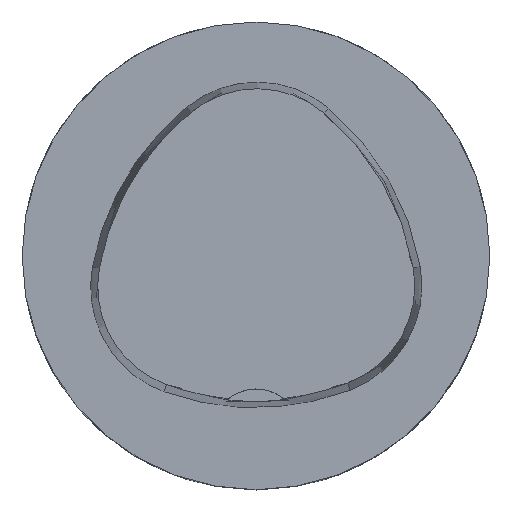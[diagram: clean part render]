
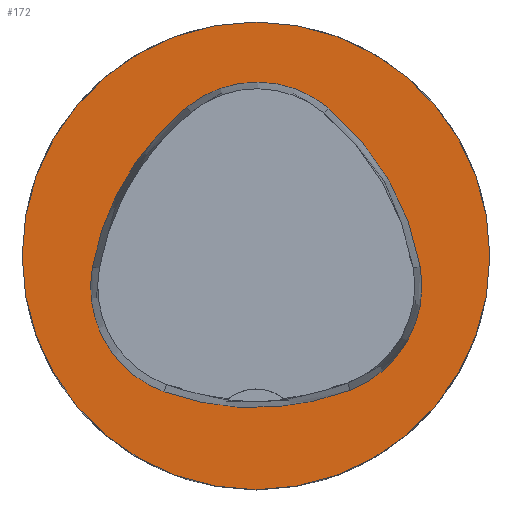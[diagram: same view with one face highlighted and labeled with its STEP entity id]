
A CAD part, top view. The second image highlights one B-rep face of the part: STEP entity #172.
In plain terms, the highlighted planar face has unit normal (0, 0, 1).
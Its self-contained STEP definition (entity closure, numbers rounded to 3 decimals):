
#45=PLANE('',#1348);
#172=ADVANCED_FACE('',(#504,#505),#45,.T.);
#504=FACE_BOUND('',#534,.T.);
#505=FACE_BOUND('',#535,.T.);
#534=EDGE_LOOP('',(#674,#675,#676,#677,#678,#679));
#535=EDGE_LOOP('',(#680));
#674=ORIENTED_EDGE('',*,*,#1118,.T.);
#675=ORIENTED_EDGE('',*,*,#1098,.T.);
#676=ORIENTED_EDGE('',*,*,#1102,.T.);
#677=ORIENTED_EDGE('',*,*,#1105,.T.);
#678=ORIENTED_EDGE('',*,*,#1108,.T.);
#679=ORIENTED_EDGE('',*,*,#1116,.T.);
#680=ORIENTED_EDGE('',*,*,#1089,.F.);
#973=VERTEX_POINT('',#1832);
#982=VERTEX_POINT('',#1851);
#983=VERTEX_POINT('',#1852);
#986=VERTEX_POINT('',#1860);
#988=VERTEX_POINT('',#1866);
#990=VERTEX_POINT('',#1872);
#997=VERTEX_POINT('',#1893);
#1089=EDGE_CURVE('',#973,#973,#1241,.T.);
#1098=EDGE_CURVE('',#982,#983,#1242,.T.);
#1102=EDGE_CURVE('',#983,#986,#1244,.T.);
#1105=EDGE_CURVE('',#986,#988,#1246,.T.);
#1108=EDGE_CURVE('',#988,#990,#1248,.T.);
#1116=EDGE_CURVE('',#990,#997,#1252,.T.);
#1118=EDGE_CURVE('',#997,#982,#1254,.T.);
#1241=CIRCLE('',#1320,31.5);
#1242=CIRCLE('',#1326,36.);
#1244=CIRCLE('',#1329,15.);
#1246=CIRCLE('',#1332,36.);
#1248=CIRCLE('',#1335,15.);
#1252=CIRCLE('',#1340,36.);
#1254=CIRCLE('',#1343,15.);
#1320=AXIS2_PLACEMENT_3D('',#1831,#1457,#1458);
#1326=AXIS2_PLACEMENT_3D('',#1850,#1473,#1474);
#1329=AXIS2_PLACEMENT_3D('',#1859,#1481,#1482);
#1332=AXIS2_PLACEMENT_3D('',#1865,#1488,#1489);
#1335=AXIS2_PLACEMENT_3D('',#1871,#1495,#1496);
#1340=AXIS2_PLACEMENT_3D('',#1894,#1507,#1508);
#1343=AXIS2_PLACEMENT_3D('',#1897,#1513,#1514);
#1348=AXIS2_PLACEMENT_3D('',#1902,#1523,#1524);
#1457=DIRECTION('',(0.,0.,-1.));
#1458=DIRECTION('',(-1.,0.,0.));
#1473=DIRECTION('',(0.,0.,-1.));
#1474=DIRECTION('',(-1.,0.,0.));
#1481=DIRECTION('',(0.,0.,-1.));
#1482=DIRECTION('',(-1.,0.,0.));
#1488=DIRECTION('',(0.,0.,-1.));
#1489=DIRECTION('',(-1.,0.,0.));
#1495=DIRECTION('',(0.,0.,-1.));
#1496=DIRECTION('',(-1.,0.,0.));
#1507=DIRECTION('',(0.,0.,-1.));
#1508=DIRECTION('',(-1.,0.,0.));
#1513=DIRECTION('',(0.,0.,-1.));
#1514=DIRECTION('',(-1.,0.,0.));
#1523=DIRECTION('',(0.,0.,1.));
#1524=DIRECTION('',(-1.,0.,0.));
#1831=CARTESIAN_POINT('',(0.,0.,0.));
#1832=CARTESIAN_POINT('',(-31.5,0.,0.));
#1850=CARTESIAN_POINT('',(13.398,-7.893,0.));
#1851=CARTESIAN_POINT('',(-22.041,-1.562,0.));
#1852=CARTESIAN_POINT('',(-9.317,20.036,0.));
#1859=CARTESIAN_POINT('',(0.148,8.399,0.));
#1860=CARTESIAN_POINT('',(9.779,19.898,0.));
#1865=CARTESIAN_POINT('',(-13.337,-7.7,0.));
#1866=CARTESIAN_POINT('',(22.122,-1.48,0.));
#1871=CARTESIAN_POINT('',(7.347,-4.071,0.));
#1872=CARTESIAN_POINT('',(12.693,-18.087,0.));
#1893=CARTESIAN_POINT('',(-12.373,-18.307,0.));
#1894=CARTESIAN_POINT('',(-0.137,15.55,0.));
#1897=CARTESIAN_POINT('',(-7.275,-4.2,0.));
#1902=CARTESIAN_POINT('',(0.,0.,0.));
